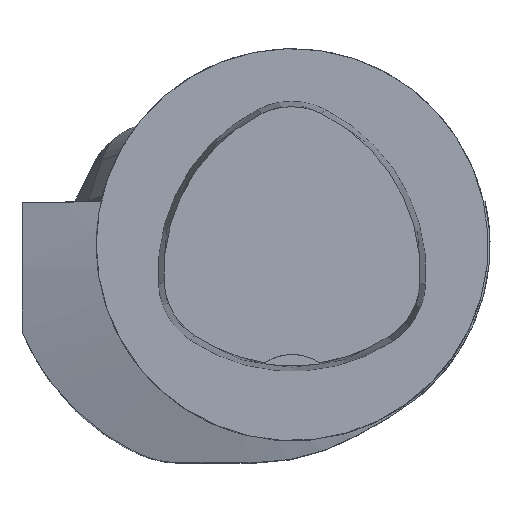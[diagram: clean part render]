
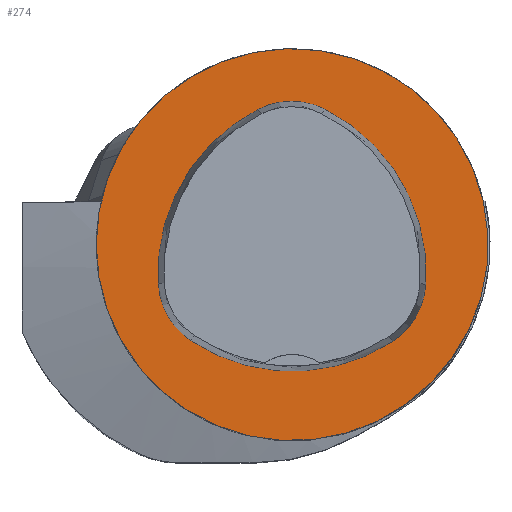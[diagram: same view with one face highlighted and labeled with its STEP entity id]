
A CAD part, top view. The second image highlights one B-rep face of the part: STEP entity #274.
In plain terms, the highlighted planar face has unit normal (0, 0, 1).
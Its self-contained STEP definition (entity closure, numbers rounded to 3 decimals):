
#274=ADVANCED_FACE('',(#689,#690),#349,.T.);
#349=PLANE('',#1882);
#689=FACE_BOUND('',#734,.T.);
#690=FACE_BOUND('',#735,.T.);
#734=EDGE_LOOP('',(#997,#998,#999,#1000,#1001,#1002));
#735=EDGE_LOOP('',(#1003));
#997=ORIENTED_EDGE('',*,*,#1566,.T.);
#998=ORIENTED_EDGE('',*,*,#1546,.T.);
#999=ORIENTED_EDGE('',*,*,#1550,.T.);
#1000=ORIENTED_EDGE('',*,*,#1553,.T.);
#1001=ORIENTED_EDGE('',*,*,#1556,.T.);
#1002=ORIENTED_EDGE('',*,*,#1564,.T.);
#1003=ORIENTED_EDGE('',*,*,#1536,.F.);
#1354=VERTEX_POINT('',#2780);
#1363=VERTEX_POINT('',#2800);
#1364=VERTEX_POINT('',#2801);
#1367=VERTEX_POINT('',#2809);
#1369=VERTEX_POINT('',#2815);
#1371=VERTEX_POINT('',#2821);
#1378=VERTEX_POINT('',#2842);
#1536=EDGE_CURVE('',#1354,#1354,#1688,.T.);
#1546=EDGE_CURVE('',#1363,#1364,#1689,.T.);
#1550=EDGE_CURVE('',#1364,#1367,#1691,.T.);
#1553=EDGE_CURVE('',#1367,#1369,#1693,.T.);
#1556=EDGE_CURVE('',#1369,#1371,#1695,.T.);
#1564=EDGE_CURVE('',#1371,#1378,#1699,.T.);
#1566=EDGE_CURVE('',#1378,#1363,#1701,.T.);
#1688=CIRCLE('',#1853,16.);
#1689=CIRCLE('',#1860,15.);
#1691=CIRCLE('',#1863,6.);
#1693=CIRCLE('',#1866,15.);
#1695=CIRCLE('',#1869,6.);
#1699=CIRCLE('',#1874,15.);
#1701=CIRCLE('',#1877,6.);
#1853=AXIS2_PLACEMENT_3D('',#2779,#2150,#2151);
#1860=AXIS2_PLACEMENT_3D('',#2799,#2168,#2169);
#1863=AXIS2_PLACEMENT_3D('',#2808,#2176,#2177);
#1866=AXIS2_PLACEMENT_3D('',#2814,#2183,#2184);
#1869=AXIS2_PLACEMENT_3D('',#2820,#2190,#2191);
#1874=AXIS2_PLACEMENT_3D('',#2843,#2202,#2203);
#1877=AXIS2_PLACEMENT_3D('',#2846,#2208,#2209);
#1882=AXIS2_PLACEMENT_3D('',#2851,#2218,#2219);
#2150=DIRECTION('',(0.,0.,-1.));
#2151=DIRECTION('',(-1.,0.,0.));
#2168=DIRECTION('',(0.,0.,-1.));
#2169=DIRECTION('',(-1.,0.,0.));
#2176=DIRECTION('',(0.,0.,-1.));
#2177=DIRECTION('',(-1.,0.,0.));
#2183=DIRECTION('',(0.,0.,-1.));
#2184=DIRECTION('',(-1.,0.,0.));
#2190=DIRECTION('',(0.,0.,-1.));
#2191=DIRECTION('',(-1.,0.,0.));
#2202=DIRECTION('',(0.,0.,-1.));
#2203=DIRECTION('',(-1.,0.,0.));
#2208=DIRECTION('',(0.,0.,-1.));
#2209=DIRECTION('',(-1.,0.,0.));
#2218=DIRECTION('',(0.,0.,1.));
#2219=DIRECTION('',(1.,0.,0.));
#2779=CARTESIAN_POINT('',(0.,0.,0.));
#2780=CARTESIAN_POINT('',(-16.,0.,0.));
#2799=CARTESIAN_POINT('',(4.048,-2.316,0.));
#2800=CARTESIAN_POINT('',(-10.926,-3.206,0.));
#2801=CARTESIAN_POINT('',(-2.774,11.043,0.));
#2808=CARTESIAN_POINT('',(-0.045,5.7,0.));
#2809=CARTESIAN_POINT('',(2.638,11.066,0.));
#2814=CARTESIAN_POINT('',(-4.07,-2.35,0.));
#2815=CARTESIAN_POINT('',(10.903,-3.249,0.));
#2820=CARTESIAN_POINT('',(4.914,-2.889,0.));
#2821=CARTESIAN_POINT('',(8.177,-7.924,0.));
#2842=CARTESIAN_POINT('',(-8.24,-7.859,0.));
#2843=CARTESIAN_POINT('',(0.019,4.663,0.));
#2846=CARTESIAN_POINT('',(-4.936,-2.85,0.));
#2851=CARTESIAN_POINT('',(0.,0.,0.));
